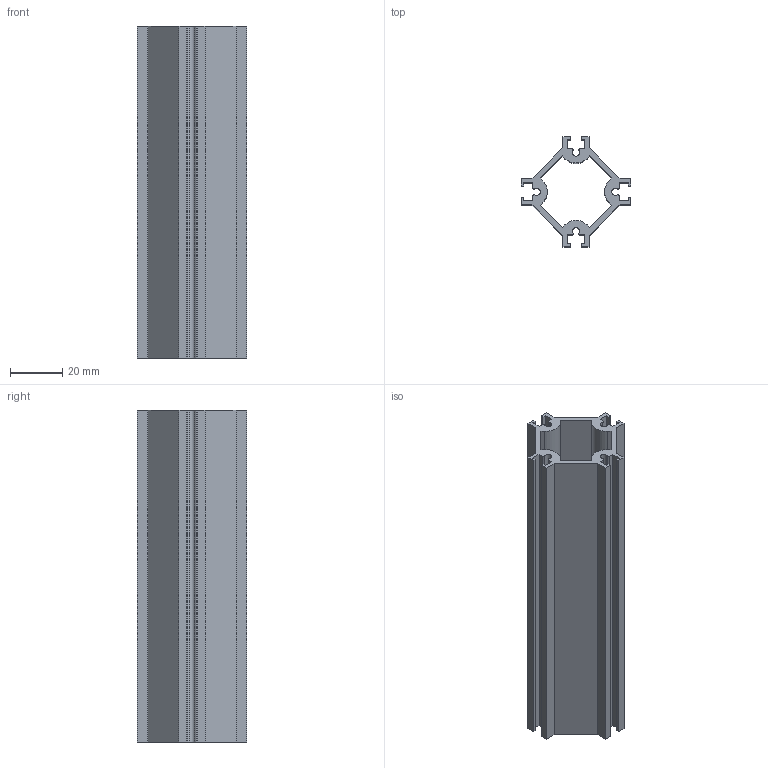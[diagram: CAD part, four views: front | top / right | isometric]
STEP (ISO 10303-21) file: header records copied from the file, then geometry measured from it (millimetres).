
FILE_DESCRIPTION (( 'STEP AP214' ), '1' );
FILE_NAME ('maker_muscle_core2.STEP', '2019-05-27T22:19:58', ( '' ), ( '' ), 'SwSTEP 2.0', 'SolidWorks 2015', '' );
FILE_SCHEMA (( 'AUTOMOTIVE_DESIGN' ));
Length unit declared in the file: millimetre
Products named in the file (1): maker_muscle_core2
Bounding box: 42 x 42 x 127 mm (x, y, z)
Volume: 44221.7 mm3; surface area: 40469 mm2
Topology: 1 solids, 1 shells, 90 faces, 264 edges, 176 vertices
Faces by surface type: plane 66, cylinder 24
Entity records: 3014 total; most frequent: CARTESIAN_POINT 531, ORIENTED_EDGE 528, DIRECTION 494, EDGE_CURVE 264, LINE 216, VECTOR 216, VERTEX_POINT 176, AXIS2_PLACEMENT_3D 139
